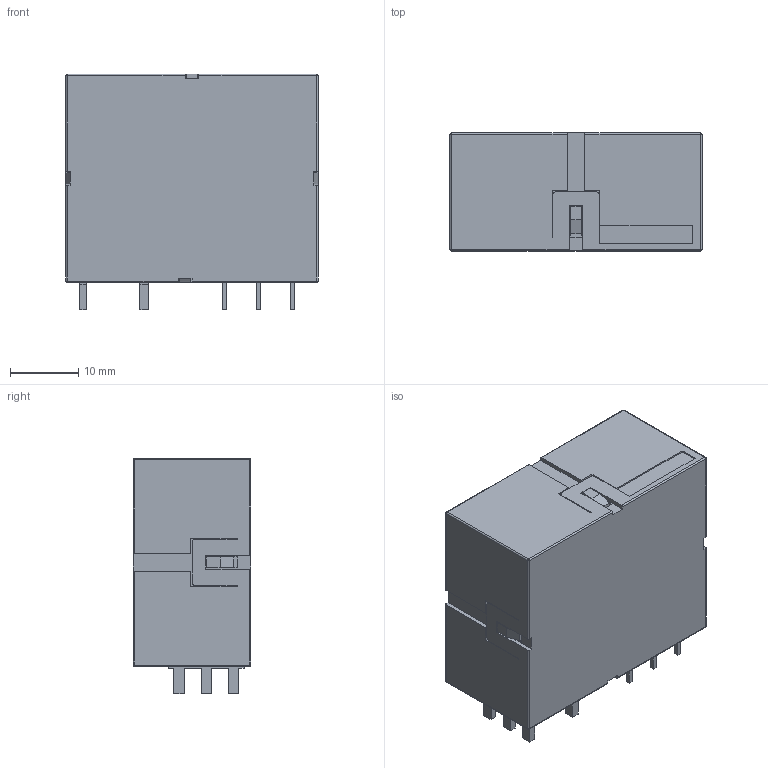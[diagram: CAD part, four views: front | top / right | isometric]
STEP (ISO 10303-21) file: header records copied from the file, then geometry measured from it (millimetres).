
FILE_DESCRIPTION((''),'2;1');
FILE_NAME('C-2071366-2','2019-10-17T07:40:35',('workeradm'),('TE Connectivity Ltd.'),'CREO PARAMETRIC BY PTC INC, 2019030','CREO PARAMETRIC BY PTC INC, 2019030','');
FILE_SCHEMA(('AUTOMOTIVE_DESIGN { 1 0 10303 214 1 1 1 1 }'));
Length unit declared in the file: millimetre
Products named in the file (1): C-2071366-2
Bounding box: 36.8 x 17.2 x 34.4 mm (x, y, z)
Volume: 19196.9 mm3; surface area: 4879.9 mm2
Topology: 1 solids, 1 shells, 201 faces, 529 edges, 339 vertices
Faces by surface type: plane 164, cylinder 29, sphere 8
Entity records: 6249 total; most frequent: CARTESIAN_POINT 1071, ORIENTED_EDGE 1058, DIRECTION 989, EDGE_CURVE 529, VECTOR 471, LINE 471, VERTEX_POINT 339, AXIS2_PLACEMENT_3D 259
